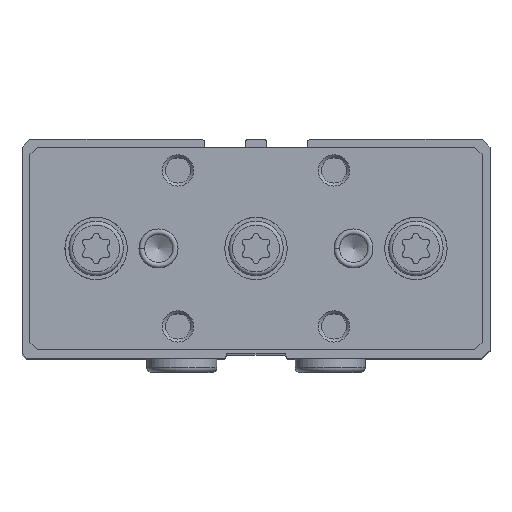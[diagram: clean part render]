
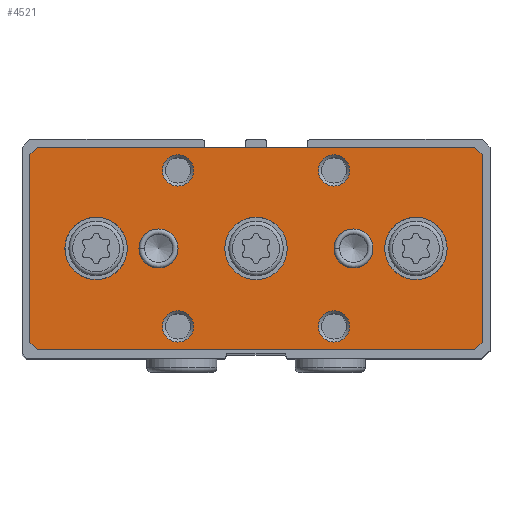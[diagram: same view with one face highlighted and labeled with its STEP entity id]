
A CAD part, top view. The second image highlights one B-rep face of the part: STEP entity #4521.
In plain terms, the highlighted face is planar.
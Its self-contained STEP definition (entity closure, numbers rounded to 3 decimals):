
#192=PLANE('',#5006);
#372=CIRCLE('',#5007,4.);
#373=CIRCLE('',#5008,4.);
#374=CIRCLE('',#5009,4.);
#375=CIRCLE('',#5010,2.5);
#376=CIRCLE('',#5011,2.5);
#377=CIRCLE('',#5012,2.);
#378=CIRCLE('',#5013,2.);
#379=CIRCLE('',#5014,2.);
#380=CIRCLE('',#5015,2.);
#676=LINE('',#7608,#930);
#677=LINE('',#7611,#931);
#678=LINE('',#7613,#932);
#679=LINE('',#7615,#933);
#680=LINE('',#7617,#934);
#681=LINE('',#7619,#935);
#682=LINE('',#7621,#936);
#683=LINE('',#7623,#937);
#930=VECTOR('',#6049,1000.);
#931=VECTOR('',#6050,1000.);
#932=VECTOR('',#6051,1000.);
#933=VECTOR('',#6052,1000.);
#934=VECTOR('',#6053,1000.);
#935=VECTOR('',#6054,1000.);
#936=VECTOR('',#6055,1000.);
#937=VECTOR('',#6056,1000.);
#1654=ORIENTED_EDGE('',*,*,#2537,.F.);
#1655=ORIENTED_EDGE('',*,*,#2538,.F.);
#1656=ORIENTED_EDGE('',*,*,#2539,.F.);
#1657=ORIENTED_EDGE('',*,*,#2540,.F.);
#1658=ORIENTED_EDGE('',*,*,#2541,.F.);
#1659=ORIENTED_EDGE('',*,*,#2542,.F.);
#1660=ORIENTED_EDGE('',*,*,#2543,.F.);
#1661=ORIENTED_EDGE('',*,*,#2544,.F.);
#1662=ORIENTED_EDGE('',*,*,#2545,.F.);
#1663=ORIENTED_EDGE('',*,*,#2546,.T.);
#1664=ORIENTED_EDGE('',*,*,#2547,.T.);
#1665=ORIENTED_EDGE('',*,*,#2548,.T.);
#1666=ORIENTED_EDGE('',*,*,#2549,.T.);
#1667=ORIENTED_EDGE('',*,*,#2550,.T.);
#1668=ORIENTED_EDGE('',*,*,#2551,.T.);
#1669=ORIENTED_EDGE('',*,*,#2552,.T.);
#1670=ORIENTED_EDGE('',*,*,#2553,.T.);
#2537=EDGE_CURVE('',#3063,#3063,#372,.T.);
#2538=EDGE_CURVE('',#3064,#3064,#373,.T.);
#2539=EDGE_CURVE('',#3065,#3065,#374,.T.);
#2540=EDGE_CURVE('',#3066,#3066,#375,.T.);
#2541=EDGE_CURVE('',#3067,#3067,#376,.T.);
#2542=EDGE_CURVE('',#3068,#3068,#377,.T.);
#2543=EDGE_CURVE('',#3069,#3069,#378,.T.);
#2544=EDGE_CURVE('',#3070,#3070,#379,.T.);
#2545=EDGE_CURVE('',#3071,#3071,#380,.T.);
#2546=EDGE_CURVE('',#3072,#3073,#676,.T.);
#2547=EDGE_CURVE('',#3073,#3074,#677,.T.);
#2548=EDGE_CURVE('',#3074,#3075,#678,.T.);
#2549=EDGE_CURVE('',#3075,#3076,#679,.T.);
#2550=EDGE_CURVE('',#3076,#3077,#680,.T.);
#2551=EDGE_CURVE('',#3077,#3078,#681,.T.);
#2552=EDGE_CURVE('',#3078,#3079,#682,.T.);
#2553=EDGE_CURVE('',#3079,#3072,#683,.T.);
#3063=VERTEX_POINT('',#7591);
#3064=VERTEX_POINT('',#7593);
#3065=VERTEX_POINT('',#7595);
#3066=VERTEX_POINT('',#7597);
#3067=VERTEX_POINT('',#7599);
#3068=VERTEX_POINT('',#7601);
#3069=VERTEX_POINT('',#7603);
#3070=VERTEX_POINT('',#7605);
#3071=VERTEX_POINT('',#7607);
#3072=VERTEX_POINT('',#7609);
#3073=VERTEX_POINT('',#7610);
#3074=VERTEX_POINT('',#7612);
#3075=VERTEX_POINT('',#7614);
#3076=VERTEX_POINT('',#7616);
#3077=VERTEX_POINT('',#7618);
#3078=VERTEX_POINT('',#7620);
#3079=VERTEX_POINT('',#7622);
#3566=EDGE_LOOP('',(#1654));
#3567=EDGE_LOOP('',(#1655));
#3568=EDGE_LOOP('',(#1656));
#3569=EDGE_LOOP('',(#1657));
#3570=EDGE_LOOP('',(#1658));
#3571=EDGE_LOOP('',(#1659));
#3572=EDGE_LOOP('',(#1660));
#3573=EDGE_LOOP('',(#1661));
#3574=EDGE_LOOP('',(#1662));
#3575=EDGE_LOOP('',(#1663,#1664,#1665,#1666,#1667,#1668,#1669,#1670));
#4023=FACE_BOUND('',#3566,.T.);
#4024=FACE_BOUND('',#3567,.T.);
#4025=FACE_BOUND('',#3568,.T.);
#4026=FACE_BOUND('',#3569,.T.);
#4027=FACE_BOUND('',#3570,.T.);
#4028=FACE_BOUND('',#3571,.T.);
#4029=FACE_BOUND('',#3572,.T.);
#4030=FACE_BOUND('',#3573,.T.);
#4031=FACE_BOUND('',#3574,.T.);
#4032=FACE_BOUND('',#3575,.T.);
#4521=ADVANCED_FACE('',(#4023,#4024,#4025,#4026,#4027,#4028,#4029,#4030,
#4031,#4032),#192,.T.);
#5006=AXIS2_PLACEMENT_3D('',#7589,#6029,#6030);
#5007=AXIS2_PLACEMENT_3D('',#7590,#6031,#6032);
#5008=AXIS2_PLACEMENT_3D('',#7592,#6033,#6034);
#5009=AXIS2_PLACEMENT_3D('',#7594,#6035,#6036);
#5010=AXIS2_PLACEMENT_3D('',#7596,#6037,#6038);
#5011=AXIS2_PLACEMENT_3D('',#7598,#6039,#6040);
#5012=AXIS2_PLACEMENT_3D('',#7600,#6041,#6042);
#5013=AXIS2_PLACEMENT_3D('',#7602,#6043,#6044);
#5014=AXIS2_PLACEMENT_3D('',#7604,#6045,#6046);
#5015=AXIS2_PLACEMENT_3D('',#7606,#6047,#6048);
#6029=DIRECTION('',(1.,0.,0.));
#6030=DIRECTION('',(0.,0.,-1.));
#6031=DIRECTION('',(1.,0.,0.));
#6032=DIRECTION('',(0.,0.,-1.));
#6033=DIRECTION('',(1.,0.,0.));
#6034=DIRECTION('',(0.,0.,-1.));
#6035=DIRECTION('',(1.,0.,0.));
#6036=DIRECTION('',(0.,0.,-1.));
#6037=DIRECTION('',(1.,0.,0.));
#6038=DIRECTION('',(0.,0.,-1.));
#6039=DIRECTION('',(1.,0.,0.));
#6040=DIRECTION('',(0.,0.,-1.));
#6041=DIRECTION('',(1.,0.,0.));
#6042=DIRECTION('',(0.,0.,-1.));
#6043=DIRECTION('',(1.,0.,0.));
#6044=DIRECTION('',(0.,0.,-1.));
#6045=DIRECTION('',(1.,0.,0.));
#6046=DIRECTION('',(0.,0.,-1.));
#6047=DIRECTION('',(1.,0.,0.));
#6048=DIRECTION('',(0.,0.,-1.));
#6049=DIRECTION('',(0.,-1.,0.));
#6050=DIRECTION('',(0.,-0.707,-0.707));
#6051=DIRECTION('',(0.,0.,-1.));
#6052=DIRECTION('',(0.,0.707,-0.707));
#6053=DIRECTION('',(0.,1.,0.));
#6054=DIRECTION('',(0.,0.707,0.707));
#6055=DIRECTION('',(0.,0.,1.));
#6056=DIRECTION('',(0.,-0.707,0.707));
#7589=CARTESIAN_POINT('',(13.,0.,0.));
#7590=CARTESIAN_POINT('',(13.,0.,20.5));
#7591=CARTESIAN_POINT('',(13.,0.,16.5));
#7592=CARTESIAN_POINT('',(13.,0.,-20.5));
#7593=CARTESIAN_POINT('',(13.,0.,-24.5));
#7594=CARTESIAN_POINT('',(13.,0.,0.));
#7595=CARTESIAN_POINT('',(13.,0.,-4.));
#7596=CARTESIAN_POINT('',(13.,0.,12.5));
#7597=CARTESIAN_POINT('',(13.,0.,10.));
#7598=CARTESIAN_POINT('',(13.,0.,-12.5));
#7599=CARTESIAN_POINT('',(13.,0.,-15.));
#7600=CARTESIAN_POINT('',(13.,-10.,10.));
#7601=CARTESIAN_POINT('',(13.,-10.,8.));
#7602=CARTESIAN_POINT('',(13.,-10.,-10.));
#7603=CARTESIAN_POINT('',(13.,-10.,-12.));
#7604=CARTESIAN_POINT('',(13.,10.,10.));
#7605=CARTESIAN_POINT('',(13.,10.,8.));
#7606=CARTESIAN_POINT('',(13.,10.,-10.));
#7607=CARTESIAN_POINT('',(13.,10.,-12.));
#7608=CARTESIAN_POINT('',(13.,12.,29.));
#7609=CARTESIAN_POINT('',(13.,12.,29.));
#7610=CARTESIAN_POINT('',(13.,-12.,29.));
#7611=CARTESIAN_POINT('',(13.,-12.,29.));
#7612=CARTESIAN_POINT('',(13.,-13.,28.));
#7613=CARTESIAN_POINT('',(13.,-13.,28.));
#7614=CARTESIAN_POINT('',(13.,-13.,-28.));
#7615=CARTESIAN_POINT('',(13.,-13.,-28.));
#7616=CARTESIAN_POINT('',(13.,-12.,-29.));
#7617=CARTESIAN_POINT('',(13.,-12.,-29.));
#7618=CARTESIAN_POINT('',(13.,12.,-29.));
#7619=CARTESIAN_POINT('',(13.,12.,-29.));
#7620=CARTESIAN_POINT('',(13.,13.,-28.));
#7621=CARTESIAN_POINT('',(13.,13.,-28.));
#7622=CARTESIAN_POINT('',(13.,13.,28.));
#7623=CARTESIAN_POINT('',(13.,13.,28.));
